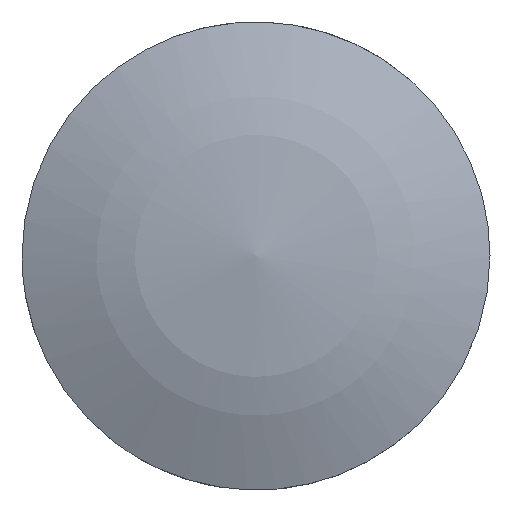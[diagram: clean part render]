
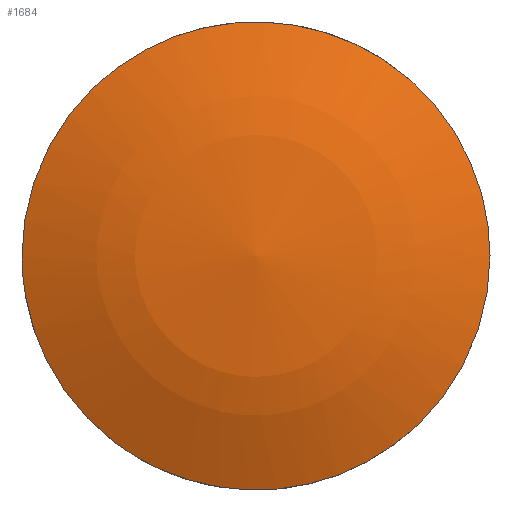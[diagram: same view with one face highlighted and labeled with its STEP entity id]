
A CAD part, top view. The second image highlights one B-rep face of the part: STEP entity #1684.
In plain terms, the highlighted free-form (B-spline) face has degree [2, 2] with [4, 4] control points.
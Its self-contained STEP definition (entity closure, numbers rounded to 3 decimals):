
#1303=CARTESIAN_POINT('',(3.07,3.559,5.5));
#1304=VERTEX_POINT('',#1303);
#1310=CARTESIAN_POINT('',(4.7,0.0,5.5));
#1311=VERTEX_POINT('',#1310);
#1312=CARTESIAN_POINT('',(3.07,3.559,5.5));
#1313=CARTESIAN_POINT('',(4.7,2.153,5.5));
#1314=CARTESIAN_POINT('',(4.7,0.0,5.5));
#1322=(BOUNDED_CURVE()B_SPLINE_CURVE(2,(#1312,#1313,#1314),.UNSPECIFIED.,.F.,.U.)B_SPLINE_CURVE_WITH_KNOTS((3,3),(0.364,0.5),.UNSPECIFIED.)CURVE()GEOMETRIC_REPRESENTATION_ITEM()RATIONAL_B_SPLINE_CURVE((0.855,0.841,1.0))REPRESENTATION_ITEM(''));
#1323=EDGE_CURVE('',#1304,#1311,#1322,.T.);
#1325=CARTESIAN_POINT('',(-2.861,-3.729,5.5));
#1326=VERTEX_POINT('',#1325);
#1327=CARTESIAN_POINT('',(4.7,0.0,5.5));
#1328=CARTESIAN_POINT('',(4.7,-4.7,5.5));
#1329=CARTESIAN_POINT('',(0.,-4.7,5.5));
#1330=CARTESIAN_POINT('',(-1.595,-4.7,5.5));
#1331=CARTESIAN_POINT('',(-2.861,-3.729,5.5));
#1339=(BOUNDED_CURVE()B_SPLINE_CURVE(2,(#1327,#1328,#1329,#1330,#1331),.UNSPECIFIED.,.F.,.U.)B_SPLINE_CURVE_WITH_KNOTS((3,2,3),(0.5,0.75,0.855),.UNSPECIFIED.)CURVE()GEOMETRIC_REPRESENTATION_ITEM()RATIONAL_B_SPLINE_CURVE((1.0,0.707,1.0,0.877,0.857))REPRESENTATION_ITEM(''));
#1340=EDGE_CURVE('',#1311,#1326,#1339,.T.);
#1450=CARTESIAN_POINT('',(-4.7,0.0,5.5));
#1451=VERTEX_POINT('',#1450);
#1452=CARTESIAN_POINT('',(-2.861,-3.729,5.5));
#1453=CARTESIAN_POINT('',(-4.7,-2.318,5.5));
#1454=CARTESIAN_POINT('',(-4.7,0.0,5.5));
#1462=(BOUNDED_CURVE()B_SPLINE_CURVE(2,(#1452,#1453,#1454),.UNSPECIFIED.,.F.,.U.)B_SPLINE_CURVE_WITH_KNOTS((3,3),(0.855,1.0),.UNSPECIFIED.)CURVE()GEOMETRIC_REPRESENTATION_ITEM()RATIONAL_B_SPLINE_CURVE((0.857,0.83,1.0))REPRESENTATION_ITEM(''));
#1463=EDGE_CURVE('',#1326,#1451,#1462,.T.);
#1465=CARTESIAN_POINT('',(-4.7,0.0,5.5));
#1466=CARTESIAN_POINT('',(-4.7,4.7,5.5));
#1467=CARTESIAN_POINT('',(0.,4.7,5.5));
#1468=CARTESIAN_POINT('',(1.747,4.7,5.5));
#1469=CARTESIAN_POINT('',(3.07,3.559,5.5));
#1477=(BOUNDED_CURVE()B_SPLINE_CURVE(2,(#1465,#1466,#1467,#1468,#1469),.UNSPECIFIED.,.F.,.U.)B_SPLINE_CURVE_WITH_KNOTS((3,2,3),(0.0,0.25,0.364),.UNSPECIFIED.)CURVE()GEOMETRIC_REPRESENTATION_ITEM()RATIONAL_B_SPLINE_CURVE((1.0,0.707,1.0,0.867,0.855))REPRESENTATION_ITEM(''));
#1478=EDGE_CURVE('',#1451,#1304,#1477,.T.);
#1654=CARTESIAN_POINT('',(-4.87,-4.87,4.221));
#1655=CARTESIAN_POINT('',(-2.562,-5.123,5.301));
#1656=CARTESIAN_POINT('',(2.562,-5.123,5.301));
#1657=CARTESIAN_POINT('',(4.87,-4.87,4.221));
#1658=CARTESIAN_POINT('',(-5.123,-2.561,5.301));
#1659=CARTESIAN_POINT('',(-2.702,-2.702,6.5));
#1660=CARTESIAN_POINT('',(2.702,-2.702,6.5));
#1661=CARTESIAN_POINT('',(5.123,-2.561,5.301));
#1662=CARTESIAN_POINT('',(-5.123,2.561,5.301));
#1663=CARTESIAN_POINT('',(-2.702,2.701,6.5));
#1664=CARTESIAN_POINT('',(2.702,2.701,6.5));
#1665=CARTESIAN_POINT('',(5.123,2.561,5.301));
#1666=CARTESIAN_POINT('',(-4.87,4.869,4.221));
#1667=CARTESIAN_POINT('',(-2.562,5.121,5.302));
#1668=CARTESIAN_POINT('',(2.562,5.121,5.302));
#1669=CARTESIAN_POINT('',(4.87,4.869,4.221));
#1677=(BOUNDED_SURFACE()B_SPLINE_SURFACE(2,2,((#1654,#1658,#1662,#1666),(#1655,#1659,#1663,#1667),(#1656,#1660,#1664,#1668),(#1657,#1661,#1665,#1669)),.UNSPECIFIED.,.F.,.F.,.U.)B_SPLINE_SURFACE_WITH_KNOTS((3,1,3),(3,1,3),(0.0,5.26,10.519),(0.0,5.259,10.517),.UNSPECIFIED.)GEOMETRIC_REPRESENTATION_ITEM()RATIONAL_B_SPLINE_SURFACE(((1.11,1.055,1.055,1.109),(1.055,1.0,1.0,1.055),(1.055,1.0,1.0,1.055),(1.11,1.055,1.055,1.109)))REPRESENTATION_ITEM('')SURFACE());
#1678=ORIENTED_EDGE('',*,*,#1463,.F.);
#1679=ORIENTED_EDGE('',*,*,#1340,.F.);
#1680=ORIENTED_EDGE('',*,*,#1323,.F.);
#1681=ORIENTED_EDGE('',*,*,#1478,.F.);
#1682=EDGE_LOOP('',(#1678,#1679,#1680,#1681));
#1683=FACE_OUTER_BOUND('',#1682,.T.);
#1684=ADVANCED_FACE('',(#1683),#1677,.T.);
